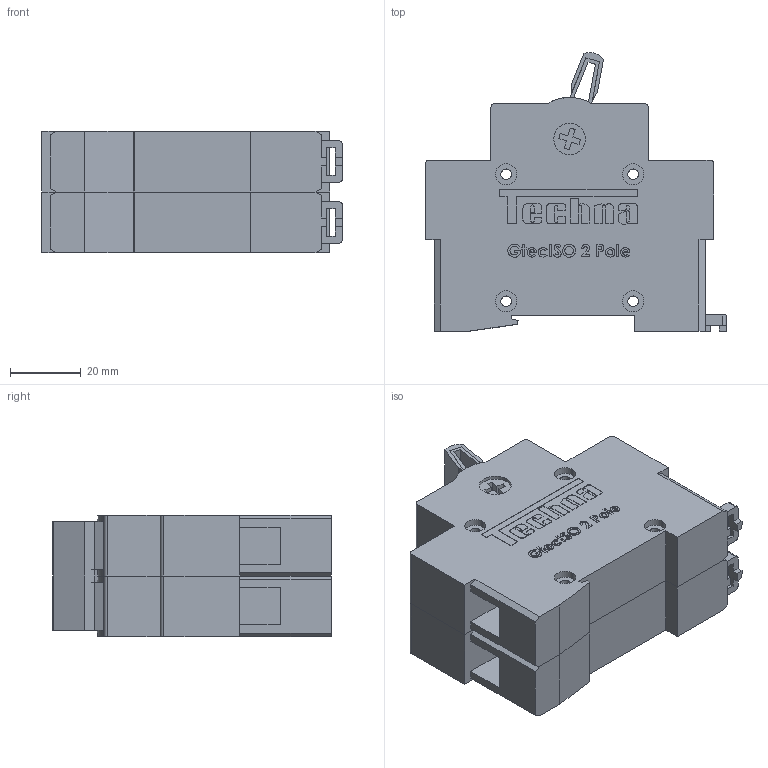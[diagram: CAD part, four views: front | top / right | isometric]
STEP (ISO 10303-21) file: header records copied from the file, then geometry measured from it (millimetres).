
FILE_DESCRIPTION (( 'STEP AP214' ), '1' );
FILE_NAME ('GtecISO 2 Pole.STEP', '2020-05-22T10:59:40', ( '' ), ( '' ), 'SwSTEP 2.0', 'SolidWorks 2020', '' );
FILE_SCHEMA (( 'AUTOMOTIVE_DESIGN' ));
Length unit declared in the file: millimetre
Products named in the file (1): GtecISO 2 Pole
Bounding box: 85.2 x 78.99 x 34.5 mm (x, y, z)
Volume: 141784.1 mm3; surface area: 37670.5 mm2
Topology: 3 solids, 3 shells, 1170 faces, 3183 edges, 2114 vertices
Faces by surface type: plane 662, cylinder 260, bspline 244, sphere 4
Entity records: 57937 total; most frequent: CARTESIAN_POINT 21196, ORIENTED_EDGE 6350, DIRECTION 5121, EDGE_CURVE 3175, VERTEX_POINT 2110, VECTOR 2107, LINE 2107, AXIS2_PLACEMENT_3D 1507
